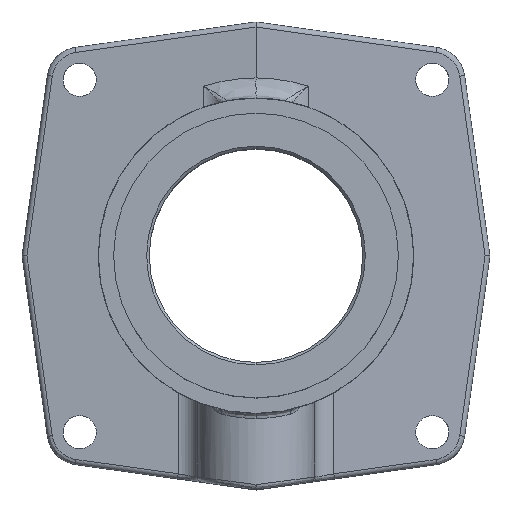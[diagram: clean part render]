
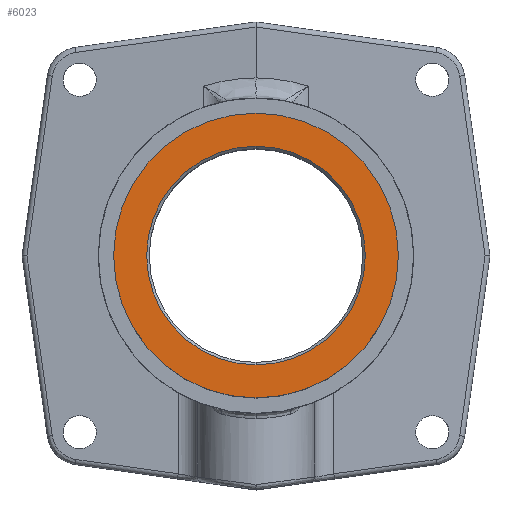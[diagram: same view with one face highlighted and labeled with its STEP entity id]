
A CAD part, top view. The second image highlights one B-rep face of the part: STEP entity #6023.
In plain terms, the highlighted planar face has unit normal (0, 0, 1).
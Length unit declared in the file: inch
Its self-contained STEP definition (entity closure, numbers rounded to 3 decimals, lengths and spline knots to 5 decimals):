
#2007=CARTESIAN_POINT('',(0.,0.,3.3755));
#2008=DIRECTION('',(0.,0.,-1.));
#2009=DIRECTION('',(0.,1.,0.));
#2010=AXIS2_PLACEMENT_3D('',#2007,#2008,#2009);
#2012=CARTESIAN_POINT('',(0.,0.,3.3755));
#2013=DIRECTION('',(0.,0.,1.));
#2014=DIRECTION('',(0.,1.,0.));
#2015=AXIS2_PLACEMENT_3D('',#2012,#2013,#2014);
#2017=CARTESIAN_POINT('',(0.,0.,3.3755));
#2018=DIRECTION('',(0.,0.,-1.));
#2019=DIRECTION('',(0.,-1.,0.));
#2020=AXIS2_PLACEMENT_3D('',#2017,#2018,#2019);
#2027=CARTESIAN_POINT('',(0.,0.,3.3755));
#2028=DIRECTION('',(0.,0.,-1.));
#2029=DIRECTION('',(0.,1.,0.));
#2030=AXIS2_PLACEMENT_3D('',#2027,#2028,#2029);
#2154=CARTESIAN_POINT('',(0.,1.75,3.3755));
#2156=VERTEX_POINT('',#2154);
#2162=CARTESIAN_POINT('',(0.,-1.75,3.3755));
#2164=VERTEX_POINT('',#2162);
#2224=CARTESIAN_POINT('',(0.,-1.34375,3.3755));
#2225=CARTESIAN_POINT('',(0.,1.34375,3.3755));
#2226=VERTEX_POINT('',#2224);
#2227=VERTEX_POINT('',#2225);
#6008=CARTESIAN_POINT('',(0.,0.,3.3755));
#6009=DIRECTION('',(0.,0.,1.));
#6010=DIRECTION('',(0.,1.,0.));
#6011=AXIS2_PLACEMENT_3D('',#6008,#6009,#6010);
#6012=PLANE('',#6011);
#6013=ORIENTED_EDGE('',*,*,#5990,.T.);
#6014=ORIENTED_EDGE('',*,*,#6001,.F.);
#6015=EDGE_LOOP('',(#6013,#6014));
#6016=FACE_OUTER_BOUND('',#6015,.F.);
#6018=ORIENTED_EDGE('',*,*,#6017,.F.);
#6020=ORIENTED_EDGE('',*,*,#6019,.F.);
#6021=EDGE_LOOP('',(#6018,#6020));
#6022=FACE_BOUND('',#6021,.F.);
#6023=ADVANCED_FACE('',(#6016,#6022),#6012,.T.);
#2011=CIRCLE('',#2010,1.75);
#2016=CIRCLE('',#2015,1.75);
#2021=CIRCLE('',#2020,1.34375);
#2031=CIRCLE('',#2030,1.34375);
#5990=EDGE_CURVE('',#2156,#2164,#2011,.T.);
#6001=EDGE_CURVE('',#2156,#2164,#2016,.T.);
#6017=EDGE_CURVE('',#2226,#2227,#2021,.T.);
#6019=EDGE_CURVE('',#2227,#2226,#2031,.T.);
